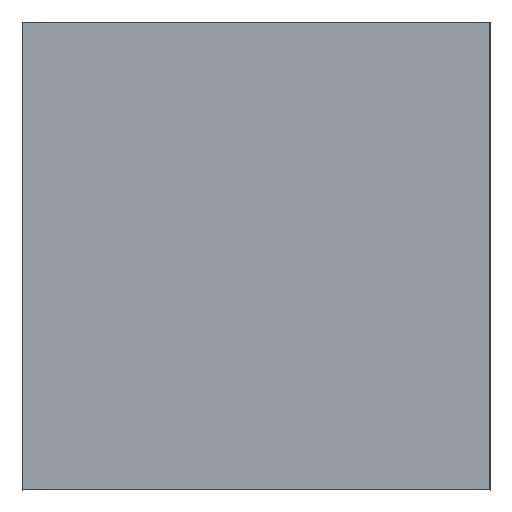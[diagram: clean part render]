
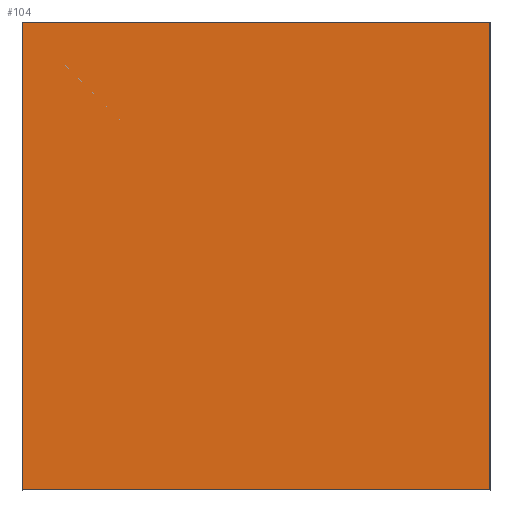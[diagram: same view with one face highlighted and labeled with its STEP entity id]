
A CAD part, left-side view. The second image highlights one B-rep face of the part: STEP entity #104.
In plain terms, the highlighted planar face has unit normal (-1, 0, 0).
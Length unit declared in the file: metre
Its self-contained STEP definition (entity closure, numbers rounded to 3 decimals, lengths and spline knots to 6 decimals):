
#104=ADVANCED_FACE('0:4557',(#133),#134,.T.);
#133=FACE_OUTER_BOUND('',#166,.T.);
#134=PLANE('',#167);
#166=EDGE_LOOP('',(#244,#245,#246,#247));
#167=AXIS2_PLACEMENT_3D('',#248,#249,#250);
#244=ORIENTED_EDGE('',*,*,#328,.T.);
#245=ORIENTED_EDGE('',*,*,#329,.F.);
#246=ORIENTED_EDGE('',*,*,#330,.F.);
#247=ORIENTED_EDGE('',*,*,#326,.T.);
#248=CARTESIAN_POINT('',(-0.01,0.0,-0.005));
#249=DIRECTION('',(-1.0,0.0,0.0));
#250=DIRECTION('',(0.0,-0.0,1.0));
#326=EDGE_CURVE('0:4656',#385,#383,#386,.T.);
#328=EDGE_CURVE('0:4662',#383,#388,#389,.F.);
#329=EDGE_CURVE('0:4665',#390,#388,#391,.T.);
#330=EDGE_CURVE('0:4668',#385,#390,#392,.T.);
#383=VERTEX_POINT('',#464);
#385=VERTEX_POINT('',#467);
#386=LINE('',#468,#469);
#388=VERTEX_POINT('',#472);
#389=LINE('',#473,#474);
#390=VERTEX_POINT('',#475);
#391=LINE('',#476,#477);
#392=LINE('',#478,#479);
#464=CARTESIAN_POINT('',(-0.01,0.01,0.0));
#467=CARTESIAN_POINT('',(-0.01,0.0,0.0));
#468=CARTESIAN_POINT('',(-0.01,0.0,0.0));
#469=VECTOR('',#526,1.0);
#472=CARTESIAN_POINT('',(-0.01,0.01,-0.01));
#473=CARTESIAN_POINT('',(-0.01,0.01,-0.0025));
#474=VECTOR('',#528,1.0);
#475=CARTESIAN_POINT('',(-0.01,0.0,-0.01));
#476=CARTESIAN_POINT('',(-0.01,0.0,-0.01));
#477=VECTOR('',#529,1.0);
#478=CARTESIAN_POINT('',(-0.01,0.0,0.0));
#479=VECTOR('',#530,1.0);
#526=DIRECTION('',(0.0,1.0,0.0));
#528=DIRECTION('',(0.0,-0.0,1.0));
#529=DIRECTION('',(0.0,1.0,0.0));
#530=DIRECTION('',(0.0,0.0,-1.0));
